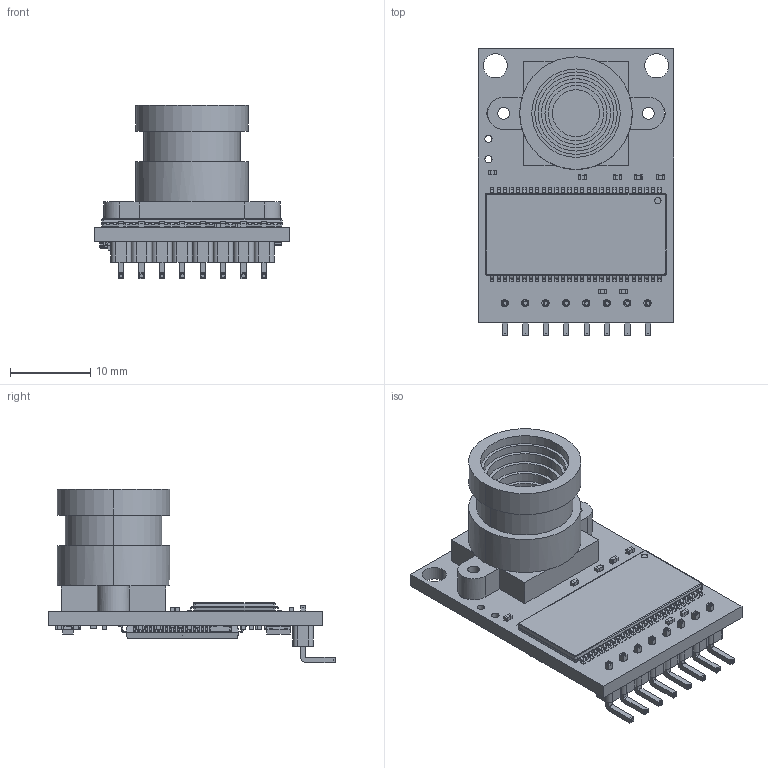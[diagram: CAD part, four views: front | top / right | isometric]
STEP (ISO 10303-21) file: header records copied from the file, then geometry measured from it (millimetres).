
FILE_DESCRIPTION (( 'STEP AP214' ), '1' );
FILE_NAME ('B0068 Rev.F.STEP', '2022-11-15T06:07:20', ( '' ), ( '' ), 'SwSTEP 2.0', 'SolidWorks 2021', '' );
FILE_SCHEMA (( 'AUTOMOTIVE_DESIGN' ));
Length unit declared in the file: millimetre
Products named in the file (1): B0068  Rev.F
Bounding box: 24.33 x 35.67 x 21.53 mm (x, y, z)
Volume: 3680.6 mm3; surface area: 5567.9 mm2
Topology: 416 solids, 416 shells, 6718 faces, 17120 edges, 11288 vertices
Faces by surface type: plane 5508, cylinder 741, bspline 423, sphere 24, cone 14, torus 8
Entity records: 277776 total; most frequent: CARTESIAN_POINT 39546, ORIENTED_EDGE 34192, DIRECTION 30284, EDGE_CURVE 17096, LINE 14736, VECTOR 14736, VERTEX_POINT 11288, AXIS2_PLACEMENT_3D 7774
